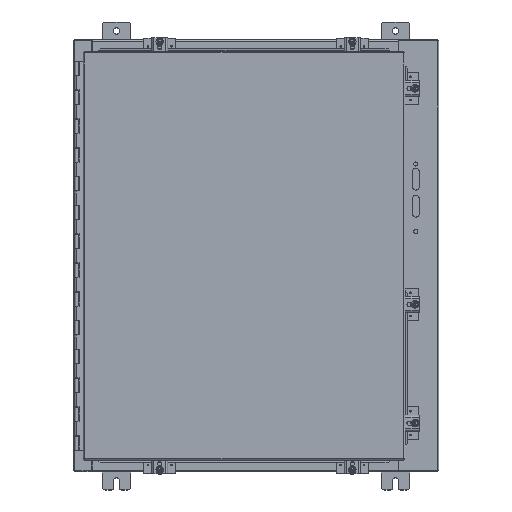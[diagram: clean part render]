
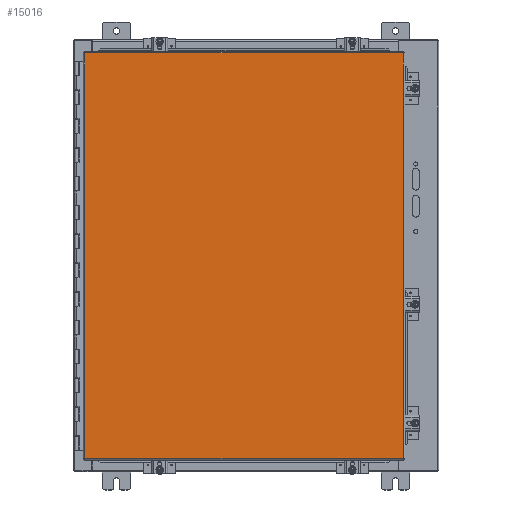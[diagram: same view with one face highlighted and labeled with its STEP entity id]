
A CAD part, top view. The second image highlights one B-rep face of the part: STEP entity #15016.
In plain terms, the highlighted planar face has unit normal (0, 0, 1).
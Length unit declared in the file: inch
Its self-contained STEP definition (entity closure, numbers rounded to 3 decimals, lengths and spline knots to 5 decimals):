
#2003=FACE_OUTER_BOUND('',#2844,.T.);
#2844=EDGE_LOOP('',(#12141,#12142,#12143,#12144));
#4209=LINE('',#24284,#5582);
#4215=LINE('',#24365,#5588);
#4221=LINE('',#24447,#5594);
#4228=LINE('',#24528,#5601);
#5582=VECTOR('',#19417,28.1645);
#5588=VECTOR('',#19431,22.13325);
#5594=VECTOR('',#19445,28.1645);
#5601=VECTOR('',#19462,22.13325);
#6788=VERTEX_POINT('',#24275);
#6789=VERTEX_POINT('',#24283);
#6792=VERTEX_POINT('',#24357);
#6796=VERTEX_POINT('',#24439);
#8630=EDGE_CURVE('',#6789,#6788,#4209,.T.);
#8640=EDGE_CURVE('',#6788,#6792,#4215,.T.);
#8650=EDGE_CURVE('',#6792,#6796,#4221,.T.);
#8661=EDGE_CURVE('',#6796,#6789,#4228,.T.);
#12141=ORIENTED_EDGE('',*,*,#8630,.T.);
#12142=ORIENTED_EDGE('',*,*,#8640,.T.);
#12143=ORIENTED_EDGE('',*,*,#8650,.T.);
#12144=ORIENTED_EDGE('',*,*,#8661,.T.);
#13751=PLANE('',#16143);
#15016=ADVANCED_FACE('',(#2003),#13751,.T.);
#16143=AXIS2_PLACEMENT_3D('',#24596,#19472,#19473);
#19417=DIRECTION('',(0.,1.,0.));
#19431=DIRECTION('',(-1.,0.,0.));
#19445=DIRECTION('',(0.,-1.,0.));
#19462=DIRECTION('',(1.,0.,0.));
#19472=DIRECTION('center_axis',(0.,0.,1.));
#19473=DIRECTION('ref_axis',(1.,0.,0.));
#24275=CARTESIAN_POINT('',(22.2385,28.26975,0.074));
#24283=CARTESIAN_POINT('',(22.2385,0.10525,0.074));
#24284=CARTESIAN_POINT('',(22.2385,7.14638,0.074));
#24357=CARTESIAN_POINT('',(0.10525,28.26975,0.074));
#24365=CARTESIAN_POINT('',(16.70519,28.26975,0.074));
#24439=CARTESIAN_POINT('',(0.10525,0.10525,0.074));
#24447=CARTESIAN_POINT('',(0.10525,21.22863,0.074));
#24528=CARTESIAN_POINT('',(5.63856,0.10525,0.074));
#24596=CARTESIAN_POINT('Origin',(11.17188,14.1875,0.074));
